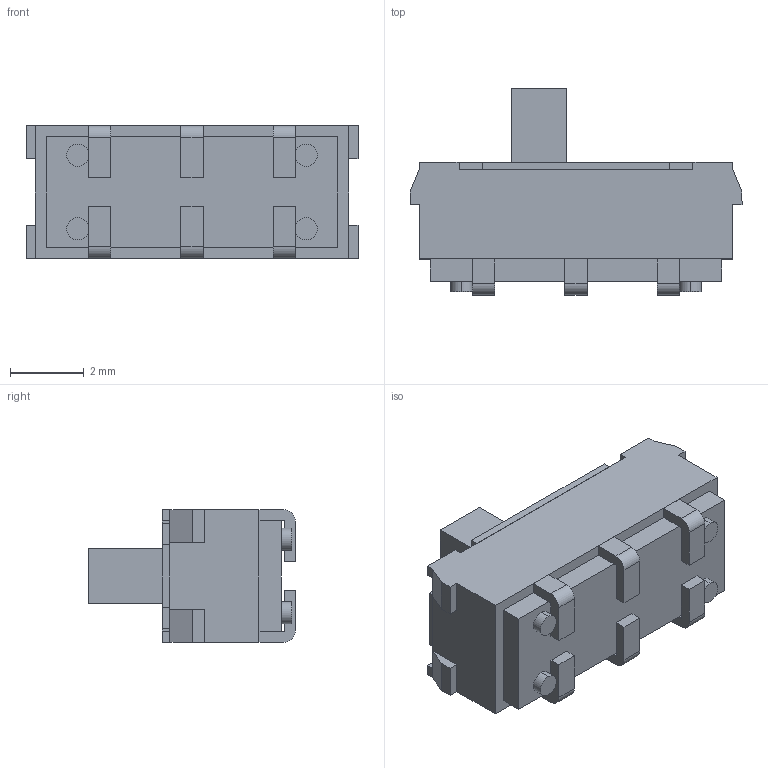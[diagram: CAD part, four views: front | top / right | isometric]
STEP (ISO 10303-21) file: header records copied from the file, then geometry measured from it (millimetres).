
FILE_DESCRIPTION (( 'STEP AP214' ), '1' );
FILE_NAME ('JS202011JCQN.STEP', '2021-08-23T11:29:39', ( '' ), ( '' ), 'SwSTEP 2.0', 'SolidWorks 2018', '' );
FILE_SCHEMA (( 'AUTOMOTIVE_DESIGN' ));
Length unit declared in the file: millimetre
Products named in the file (2): JS202011JCQN
Bounding box: 9 x 5.6 x 3.6 mm (x, y, z)
Volume: 100.3 mm3; surface area: 227.9 mm2
Topology: 8 solids, 8 shells, 145 faces, 358 edges, 236 vertices
Faces by surface type: plane 131, cylinder 14
Entity records: 5927 total; most frequent: CARTESIAN_POINT 741, ORIENTED_EDGE 716, DIRECTION 680, EDGE_CURVE 358, VECTOR 330, LINE 330, VERTEX_POINT 236, AXIS2_PLACEMENT_3D 175
